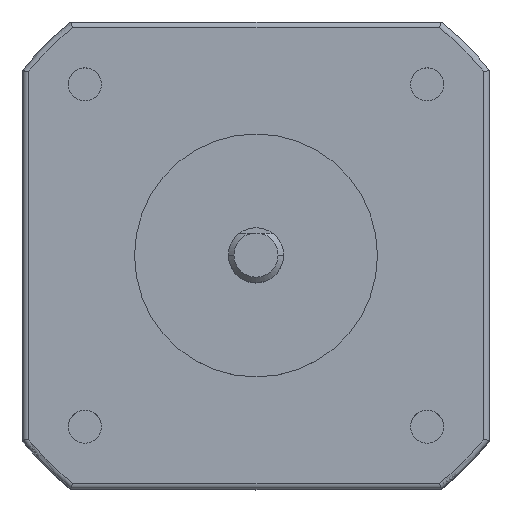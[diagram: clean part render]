
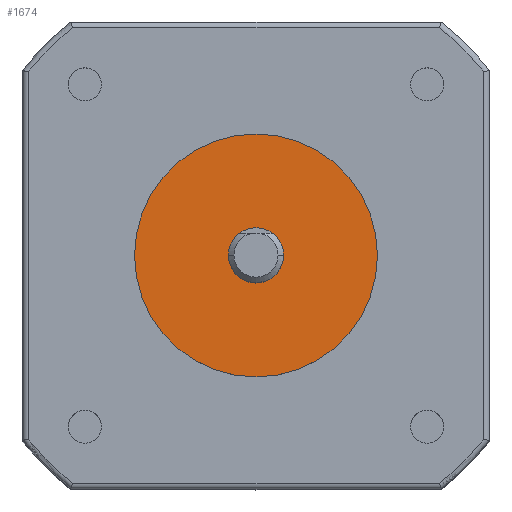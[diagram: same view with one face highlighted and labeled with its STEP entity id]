
A CAD part, top view. The second image highlights one B-rep face of the part: STEP entity #1674.
In plain terms, the highlighted planar face has unit normal (0, 0, 1).
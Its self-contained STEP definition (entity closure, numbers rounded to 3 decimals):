
#90 = AXIS2_PLACEMENT_3D ( 'NONE', #990, #831, #885 ) ;
#95 = CARTESIAN_POINT ( 'NONE',  ( 0., 0., 36.3 ) ) ;
#133 = DIRECTION ( 'NONE',  ( 1., 0., 0. ) ) ;
#136 = DIRECTION ( 'NONE',  ( 0., 0., 1. ) ) ;
#137 = CARTESIAN_POINT ( 'NONE',  ( 0., 0., 36.3 ) ) ;
#146 = DIRECTION ( 'NONE',  ( 1., 0., 0. ) ) ;
#277 = DIRECTION ( 'NONE',  ( 0., 0., -1. ) ) ;
#437 = AXIS2_PLACEMENT_3D ( 'NONE', #717, #715, #716 ) ;
#444 = CIRCLE ( 'NONE', #437, 11. ) ;
#621 = FACE_BOUND ( 'NONE', #665, .T. ) ;
#622 = FACE_OUTER_BOUND ( 'NONE', #661, .T. ) ;
#661 = EDGE_LOOP ( 'NONE', ( #1465, #1471 ) ) ;
#665 = EDGE_LOOP ( 'NONE', ( #1466, #1428 ) ) ;
#702 = DIRECTION ( 'NONE',  ( 1., 0., 0. ) ) ;
#704 = DIRECTION ( 'NONE',  ( 0., 0., -1. ) ) ;
#715 = DIRECTION ( 'NONE',  ( 0., 0., 1. ) ) ;
#716 = DIRECTION ( 'NONE',  ( 1., 0., 0. ) ) ;
#717 = CARTESIAN_POINT ( 'NONE',  ( 0., 0., 36.3 ) ) ;
#752 = CARTESIAN_POINT ( 'NONE',  ( 0., 0., 36.3 ) ) ;
#831 = DIRECTION ( 'NONE',  ( 0., 0., 1. ) ) ;
#885 = DIRECTION ( 'NONE',  ( 1., 0., 0. ) ) ;
#903 = CARTESIAN_POINT ( 'NONE',  ( 2.5, 0., 36.3 ) ) ;
#911 = CARTESIAN_POINT ( 'NONE',  ( -11., 0., 36.3 ) ) ;
#915 = CARTESIAN_POINT ( 'NONE',  ( 11., 0., 36.3 ) ) ;
#990 = CARTESIAN_POINT ( 'NONE',  ( 0., 0., 36.3 ) ) ;
#1001 = PLANE ( 'NONE',  #90 ) ;
#1013 = CARTESIAN_POINT ( 'NONE',  ( -2.5, 0., 36.3 ) ) ;
#1154 = VERTEX_POINT ( 'NONE', #915 ) ;
#1199 = VERTEX_POINT ( 'NONE', #903 ) ;
#1386 = VERTEX_POINT ( 'NONE', #911 ) ;
#1428 = ORIENTED_EDGE ( 'NONE', *, *, #1855, .T. ) ;
#1447 = VERTEX_POINT ( 'NONE', #1013 ) ;
#1465 = ORIENTED_EDGE ( 'NONE', *, *, #1738, .T. ) ;
#1466 = ORIENTED_EDGE ( 'NONE', *, *, #1751, .T. ) ;
#1471 = ORIENTED_EDGE ( 'NONE', *, *, #1825, .T. ) ;
#1488 = CIRCLE ( 'NONE', #1545, 2.5 ) ;
#1491 = CIRCLE ( 'NONE', #1493, 2.5 ) ;
#1493 = AXIS2_PLACEMENT_3D ( 'NONE', #95, #277, #146 ) ;
#1534 = AXIS2_PLACEMENT_3D ( 'NONE', #137, #136, #133 ) ;
#1545 = AXIS2_PLACEMENT_3D ( 'NONE', #752, #704, #702 ) ;
#1642 = CIRCLE ( 'NONE', #1534, 11. ) ;
#1674 = ADVANCED_FACE ( 'NONE', ( #622, #621 ), #1001, .T. ) ;
#1738 = EDGE_CURVE ( 'NONE', #1386, #1154, #444, .T. ) ;
#1751 = EDGE_CURVE ( 'NONE', #1447, #1199, #1488, .T. ) ;
#1825 = EDGE_CURVE ( 'NONE', #1154, #1386, #1642, .T. ) ;
#1855 = EDGE_CURVE ( 'NONE', #1199, #1447, #1491, .T. ) ;
